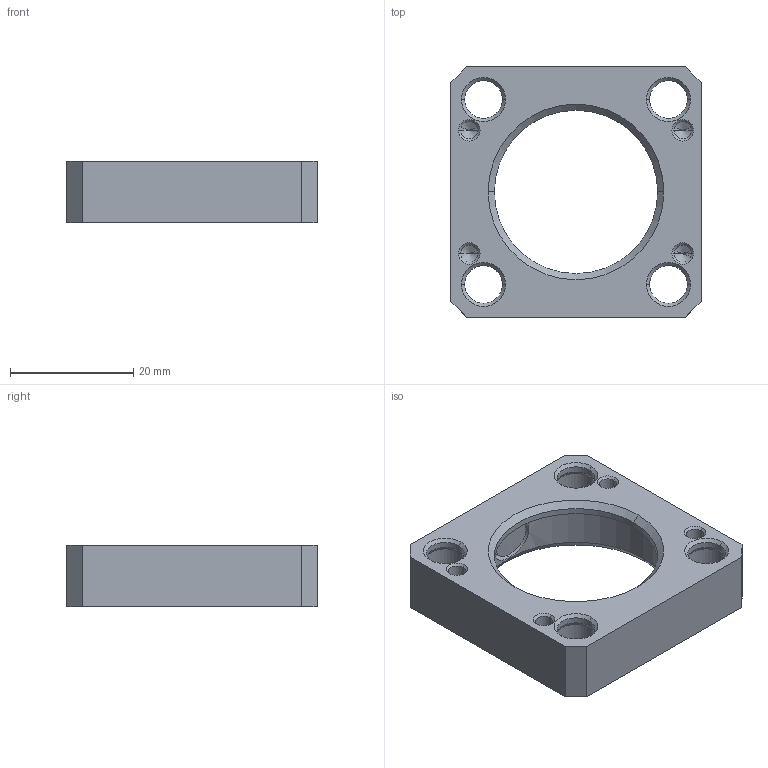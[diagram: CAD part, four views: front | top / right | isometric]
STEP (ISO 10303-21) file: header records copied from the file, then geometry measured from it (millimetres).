
FILE_DESCRIPTION (( 'STEP AP214' ), '1' );
FILE_NAME ('LAB-101-110-110_00.STEP', '2024-12-27T18:10:05', ( '' ), ( '' ), 'SwSTEP 2.0', 'SolidWorks 2022', '' );
FILE_SCHEMA (( 'AUTOMOTIVE_DESIGN' ));
Length unit declared in the file: millimetre
Products named in the file (1): LAB-101-110-110_00
Bounding box: 40.6 x 40.6 x 10 mm (x, y, z)
Volume: 7739 mm3; surface area: 5505.1 mm2
Topology: 1 solids, 1 shells, 122 faces, 274 edges, 160 vertices
Faces by surface type: cone 56, cylinder 45, plane 21
Entity records: 3498 total; most frequent: CARTESIAN_POINT 676, DIRECTION 638, ORIENTED_EDGE 532, EDGE_CURVE 266, AXIS2_PLACEMENT_3D 256, VERTEX_POINT 160, EDGE_LOOP 148, CIRCLE 133
